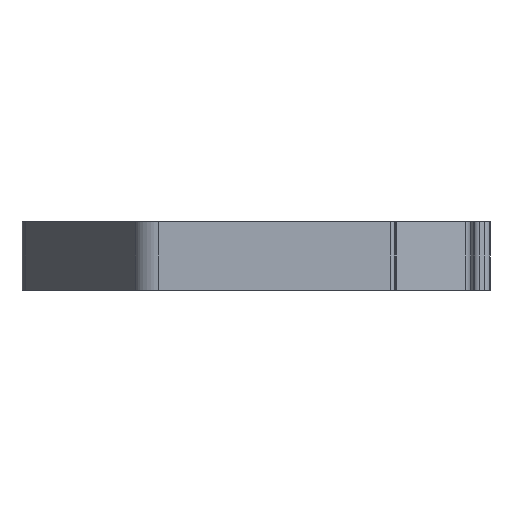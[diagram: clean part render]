
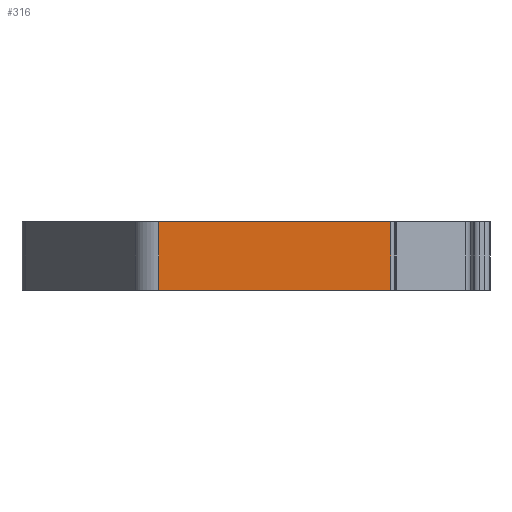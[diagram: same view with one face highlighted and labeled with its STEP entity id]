
A CAD part, left-side view. The second image highlights one B-rep face of the part: STEP entity #316.
In plain terms, the highlighted planar face has unit normal (-1, 0, 0).
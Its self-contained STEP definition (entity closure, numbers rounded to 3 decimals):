
#316 = ADVANCED_FACE( '', ( #715 ), #716, .F. );
#715 = FACE_OUTER_BOUND( '', #1194, .T. );
#716 = PLANE( '', #1195 );
#1194 = EDGE_LOOP( '', ( #2136, #2137, #2138, #2139 ) );
#1195 = AXIS2_PLACEMENT_3D( '', #2140, #2141, #2142 );
#2136 = ORIENTED_EDGE( '', *, *, #3055, .T. );
#2137 = ORIENTED_EDGE( '', *, *, #3348, .F. );
#2138 = ORIENTED_EDGE( '', *, *, #3349, .F. );
#2139 = ORIENTED_EDGE( '', *, *, #3319, .T. );
#2140 = CARTESIAN_POINT( '', ( -30.252, -10.006, -5.15 ) );
#2141 = DIRECTION( '', ( 1., 0., 0. ) );
#2142 = DIRECTION( '', ( 0., 0., 1. ) );
#3055 = EDGE_CURVE( '', #3722, #3720, #3723, .T. );
#3319 = EDGE_CURVE( '', #4152, #3722, #4153, .T. );
#3348 = EDGE_CURVE( '', #4193, #3720, #4194, .T. );
#3349 = EDGE_CURVE( '', #4152, #4193, #4195, .T. );
#3720 = VERTEX_POINT( '', #4669 );
#3722 = VERTEX_POINT( '', #4671 );
#3723 = LINE( '', #4672, #4673 );
#4152 = VERTEX_POINT( '', #5260 );
#4153 = LINE( '', #5261, #5262 );
#4193 = VERTEX_POINT( '', #5320 );
#4194 = LINE( '', #5321, #5322 );
#4195 = LINE( '', #5323, #5324 );
#4669 = CARTESIAN_POINT( '', ( -30.252, 7.374, 0. ) );
#4671 = CARTESIAN_POINT( '', ( -30.252, -10.209, 0. ) );
#4672 = CARTESIAN_POINT( '', ( -30.252, -10.006, 0. ) );
#4673 = VECTOR( '', #5777, 1000. );
#5260 = CARTESIAN_POINT( '', ( -30.252, -10.209, -5.15 ) );
#5261 = CARTESIAN_POINT( '', ( -30.252, -10.209, -5.15 ) );
#5262 = VECTOR( '', #6110, 1000. );
#5320 = CARTESIAN_POINT( '', ( -30.252, 7.374, -5.15 ) );
#5321 = CARTESIAN_POINT( '', ( -30.252, 7.374, -5.15 ) );
#5322 = VECTOR( '', #6135, 1000. );
#5323 = CARTESIAN_POINT( '', ( -30.252, -10.006, -5.15 ) );
#5324 = VECTOR( '', #6136, 1000. );
#5777 = DIRECTION( '', ( 0., 1., 0. ) );
#6110 = DIRECTION( '', ( 0., 0., 1. ) );
#6135 = DIRECTION( '', ( 0., 0., 1. ) );
#6136 = DIRECTION( '', ( 0., 1., 0. ) );
